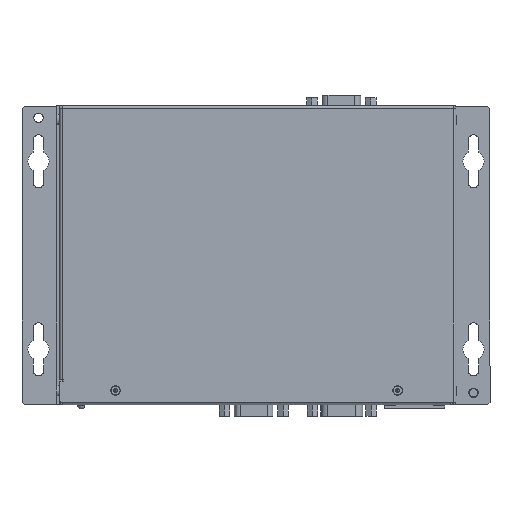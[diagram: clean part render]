
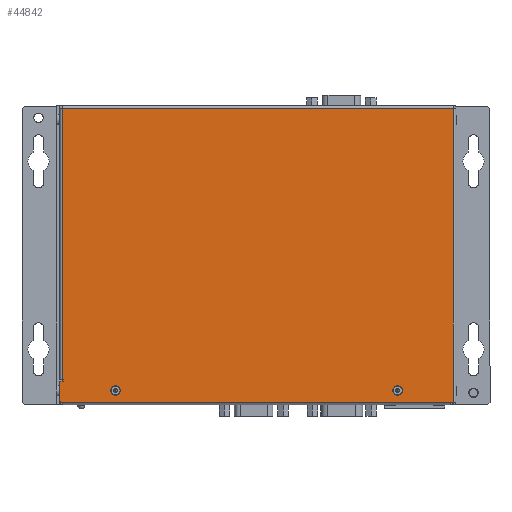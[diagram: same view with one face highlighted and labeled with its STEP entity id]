
A CAD part, top view. The second image highlights one B-rep face of the part: STEP entity #44842.
In plain terms, the highlighted planar face has unit normal (0, 0, 1).
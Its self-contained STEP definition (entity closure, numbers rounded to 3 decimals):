
#44203=CARTESIAN_POINT('',(147.3,6.,33.5));
#44204=VERTEX_POINT('',#44203);
#44205=CARTESIAN_POINT('',(145.3,6.,33.5));
#44206=DIRECTION('',(0.0,0.0,-1.0));
#44207=DIRECTION('',(1.0,0.0,0.0));
#44208=AXIS2_PLACEMENT_3D('',#44205,#44206,#44207);
#44209=CIRCLE('',#44208,2.0);
#44210=EDGE_CURVE('',#44204,#44204,#44209,.T.);
#44231=CARTESIAN_POINT('',(27.3,6.,33.5));
#44232=VERTEX_POINT('',#44231);
#44233=CARTESIAN_POINT('',(25.3,6.,33.5));
#44234=DIRECTION('',(0.0,0.0,-1.0));
#44235=DIRECTION('',(1.0,0.0,0.0));
#44236=AXIS2_PLACEMENT_3D('',#44233,#44234,#44235);
#44237=CIRCLE('',#44236,2.0);
#44238=EDGE_CURVE('',#44232,#44232,#44237,.T.);
#44716=CARTESIAN_POINT('',(2.5,1.,33.5));
#44717=VERTEX_POINT('',#44716);
#44724=CARTESIAN_POINT('',(1.5,2.,33.5));
#44725=VERTEX_POINT('',#44724);
#44726=CARTESIAN_POINT('',(2.5,2.,33.5));
#44727=DIRECTION('',(0.,0.,-1.0));
#44728=DIRECTION('',(-0.707,-0.707,0.));
#44729=AXIS2_PLACEMENT_3D('',#44726,#44727,#44728);
#44730=CIRCLE('',#44729,1.0);
#44731=EDGE_CURVE('',#44717,#44725,#44730,.T.);
#44748=CARTESIAN_POINT('',(1.5,10.,33.5));
#44749=VERTEX_POINT('',#44748);
#44750=CARTESIAN_POINT('',(1.5,10.,33.5));
#44751=DIRECTION('',(0.0,-1.0,0.0));
#44752=VECTOR('',#44751,8.0);
#44753=LINE('',#44750,#44752);
#44754=EDGE_CURVE('',#44749,#44725,#44753,.T.);
#44773=CARTESIAN_POINT('',(85.8,64.06,33.5));
#44774=DIRECTION('',(0.0,0.0,1.0));
#44775=DIRECTION('',(1.0,0.0,0.0));
#44776=AXIS2_PLACEMENT_3D('',#44773,#44774,#44775);
#44777=PLANE('',#44776);
#44778=ORIENTED_EDGE('',*,*,#44731,.F.);
#44779=CARTESIAN_POINT('',(169.,1.,33.5));
#44780=VERTEX_POINT('',#44779);
#44781=CARTESIAN_POINT('',(2.5,1.,33.5));
#44782=DIRECTION('',(1.0,0.0,0.0));
#44783=VECTOR('',#44782,166.5);
#44784=LINE('',#44781,#44783);
#44785=EDGE_CURVE('',#44717,#44780,#44784,.T.);
#44786=ORIENTED_EDGE('',*,*,#44785,.T.);
#44787=CARTESIAN_POINT('',(169.,126.02,33.5));
#44788=VERTEX_POINT('',#44787);
#44789=CARTESIAN_POINT('',(169.,1.,33.5));
#44790=DIRECTION('',(0.0,1.0,0.0));
#44791=VECTOR('',#44790,125.02);
#44792=LINE('',#44789,#44791);
#44793=EDGE_CURVE('',#44780,#44788,#44792,.T.);
#44794=ORIENTED_EDGE('',*,*,#44793,.T.);
#44795=CARTESIAN_POINT('',(2.6,126.02,33.5));
#44796=VERTEX_POINT('',#44795);
#44797=CARTESIAN_POINT('',(169.,126.02,33.5));
#44798=DIRECTION('',(-1.0,0.0,0.0));
#44799=VECTOR('',#44798,166.4);
#44800=LINE('',#44797,#44799);
#44801=EDGE_CURVE('',#44788,#44796,#44800,.T.);
#44802=ORIENTED_EDGE('',*,*,#44801,.T.);
#44803=CARTESIAN_POINT('',(2.6,10.5,33.5));
#44804=VERTEX_POINT('',#44803);
#44805=CARTESIAN_POINT('',(2.6,126.02,33.5));
#44806=DIRECTION('',(0.0,-1.0,0.0));
#44807=VECTOR('',#44806,115.52);
#44808=LINE('',#44805,#44807);
#44809=EDGE_CURVE('',#44796,#44804,#44808,.T.);
#44810=ORIENTED_EDGE('',*,*,#44809,.T.);
#44811=CARTESIAN_POINT('',(3.1,10.5,33.5));
#44812=VERTEX_POINT('',#44811);
#44813=CARTESIAN_POINT('',(2.6,10.5,33.5));
#44814=DIRECTION('',(1.0,0.0,0.0));
#44815=VECTOR('',#44814,0.5);
#44816=LINE('',#44813,#44815);
#44817=EDGE_CURVE('',#44804,#44812,#44816,.T.);
#44818=ORIENTED_EDGE('',*,*,#44817,.T.);
#44819=CARTESIAN_POINT('',(3.1,10.,33.5));
#44820=VERTEX_POINT('',#44819);
#44821=CARTESIAN_POINT('',(3.1,10.5,33.5));
#44822=DIRECTION('',(0.0,-1.0,0.0));
#44823=VECTOR('',#44822,0.5);
#44824=LINE('',#44821,#44823);
#44825=EDGE_CURVE('',#44812,#44820,#44824,.T.);
#44826=ORIENTED_EDGE('',*,*,#44825,.T.);
#44827=CARTESIAN_POINT('',(3.1,10.,33.5));
#44828=DIRECTION('',(-1.0,0.0,0.0));
#44829=VECTOR('',#44828,1.6);
#44830=LINE('',#44827,#44829);
#44831=EDGE_CURVE('',#44820,#44749,#44830,.T.);
#44832=ORIENTED_EDGE('',*,*,#44831,.T.);
#44833=ORIENTED_EDGE('',*,*,#44754,.T.);
#44834=EDGE_LOOP('',(#44778,#44786,#44794,#44802,#44810,#44818,#44826,#44832,#44833));
#44835=FACE_OUTER_BOUND('',#44834,.T.);
#44836=ORIENTED_EDGE('',*,*,#44238,.T.);
#44837=EDGE_LOOP('',(#44836));
#44838=FACE_BOUND('',#44837,.T.);
#44839=ORIENTED_EDGE('',*,*,#44210,.T.);
#44840=EDGE_LOOP('',(#44839));
#44841=FACE_BOUND('',#44840,.T.);
#44842=ADVANCED_FACE('',(#44835,#44838,#44841),#44777,.T.);
